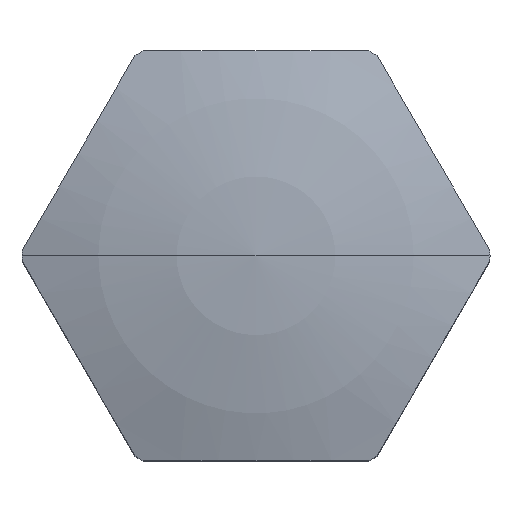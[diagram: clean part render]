
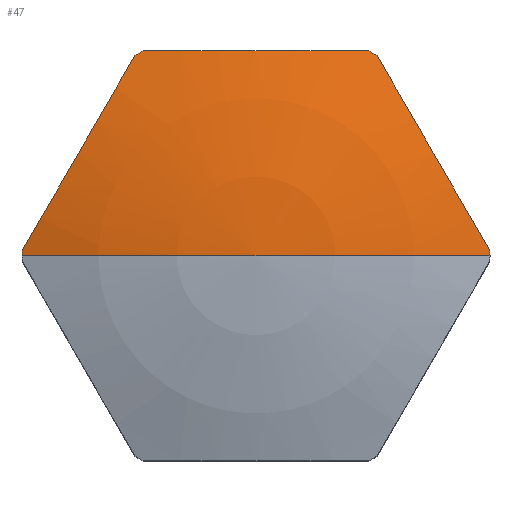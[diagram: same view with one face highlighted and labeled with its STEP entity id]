
A CAD part, top view. The second image highlights one B-rep face of the part: STEP entity #47.
In plain terms, the highlighted spherical face has radius 30 mm.
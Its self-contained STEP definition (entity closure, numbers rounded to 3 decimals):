
#47=ADVANCED_FACE('',(#109),#110,.T.);
#109=FACE_OUTER_BOUND('',#184,.T.);
#110=SPHERICAL_SURFACE('',#185,30.);
#184=EDGE_LOOP('',(#253,#254,#255,#256,#257,#258,#259,#260,#261));
#185=AXIS2_PLACEMENT_3D('',#262,#263,#264);
#253=ORIENTED_EDGE('',*,*,#450,.T.);
#254=ORIENTED_EDGE('',*,*,#451,.T.);
#255=ORIENTED_EDGE('',*,*,#452,.F.);
#256=ORIENTED_EDGE('',*,*,#453,.F.);
#257=ORIENTED_EDGE('',*,*,#454,.F.);
#258=ORIENTED_EDGE('',*,*,#455,.F.);
#259=ORIENTED_EDGE('',*,*,#456,.F.);
#260=ORIENTED_EDGE('',*,*,#457,.F.);
#261=ORIENTED_EDGE('',*,*,#458,.F.);
#262=CARTESIAN_POINT('',(0.,0.,-20.0));
#263=DIRECTION('',(0.0,0.0,1.0));
#264=DIRECTION('',(-1.0,0.,0.0));
#450=EDGE_CURVE('',#527,#528,#529,.T.);
#451=EDGE_CURVE('',#528,#530,#531,.T.);
#452=EDGE_CURVE('',#532,#530,#533,.T.);
#453=EDGE_CURVE('',#534,#532,#535,.T.);
#454=EDGE_CURVE('',#536,#534,#537,.T.);
#455=EDGE_CURVE('',#538,#536,#539,.T.);
#456=EDGE_CURVE('',#540,#538,#541,.T.);
#457=EDGE_CURVE('',#542,#540,#543,.T.);
#458=EDGE_CURVE('',#527,#542,#544,.T.);
#527=VERTEX_POINT('',#639);
#528=VERTEX_POINT('',#640);
#529=CIRCLE('',#641,30.);
#530=VERTEX_POINT('',#642);
#531=CIRCLE('',#643,30.);
#532=VERTEX_POINT('',#644);
#533=CIRCLE('',#645,9.7);
#534=VERTEX_POINT('',#646);
#535=CIRCLE('',#647,28.771);
#536=VERTEX_POINT('',#648);
#537=CIRCLE('',#649,9.7);
#538=VERTEX_POINT('',#650);
#539=CIRCLE('',#651,28.771);
#540=VERTEX_POINT('',#652);
#541=CIRCLE('',#653,9.7);
#542=VERTEX_POINT('',#654);
#543=CIRCLE('',#655,28.771);
#544=CIRCLE('',#656,9.7);
#639=CARTESIAN_POINT('',(-9.7,0.,8.389));
#640=CARTESIAN_POINT('',(0.,0.,10.0));
#641=AXIS2_PLACEMENT_3D('',#774,#775,#776);
#642=CARTESIAN_POINT('',(9.7,0.,8.389));
#643=AXIS2_PLACEMENT_3D('',#777,#778,#779);
#644=CARTESIAN_POINT('',(9.698,0.203,8.389));
#645=AXIS2_PLACEMENT_3D('',#780,#781,#782);
#646=CARTESIAN_POINT('',(5.025,8.297,8.389));
#647=AXIS2_PLACEMENT_3D('',#783,#784,#785);
#648=CARTESIAN_POINT('',(4.673,8.5,8.389));
#649=AXIS2_PLACEMENT_3D('',#786,#787,#788);
#650=CARTESIAN_POINT('',(-4.673,8.5,8.389));
#651=AXIS2_PLACEMENT_3D('',#789,#790,#791);
#652=CARTESIAN_POINT('',(-5.025,8.297,8.389));
#653=AXIS2_PLACEMENT_3D('',#792,#793,#794);
#654=CARTESIAN_POINT('',(-9.698,0.203,8.389));
#655=AXIS2_PLACEMENT_3D('',#795,#796,#797);
#656=AXIS2_PLACEMENT_3D('',#798,#799,#800);
#774=CARTESIAN_POINT('',(0.,0.,-20.0));
#775=DIRECTION('',(0.,1.0,0.0));
#776=DIRECTION('',(0.0,-0.0,-1.0));
#777=CARTESIAN_POINT('',(0.,0.,-20.0));
#778=DIRECTION('',(0.,1.0,0.0));
#779=DIRECTION('',(0.0,-0.0,-1.0));
#780=CARTESIAN_POINT('',(0.0,0.0,8.389));
#781=DIRECTION('',(0.0,0.0,-1.0));
#782=DIRECTION('',(1.0,0.0,0.0));
#783=CARTESIAN_POINT('',(7.361,4.25,-20.0));
#784=DIRECTION('',(0.866,0.5,-0.0));
#785=DIRECTION('',(0.0,0.0,1.0));
#786=CARTESIAN_POINT('',(0.0,0.0,8.389));
#787=DIRECTION('',(0.0,0.0,-1.0));
#788=DIRECTION('',(1.0,0.0,0.0));
#789=CARTESIAN_POINT('',(0.,8.5,-20.0));
#790=DIRECTION('',(0.0,1.0,0.0));
#791=DIRECTION('',(0.0,0.0,-1.0));
#792=CARTESIAN_POINT('',(0.0,0.0,8.389));
#793=DIRECTION('',(0.0,0.0,-1.0));
#794=DIRECTION('',(1.0,0.0,0.0));
#795=CARTESIAN_POINT('',(-7.361,4.25,-20.0));
#796=DIRECTION('',(-0.866,0.5,0.0));
#797=DIRECTION('',(0.0,0.0,-1.0));
#798=CARTESIAN_POINT('',(0.0,0.0,8.389));
#799=DIRECTION('',(0.0,0.0,-1.0));
#800=DIRECTION('',(1.0,0.0,0.0));
